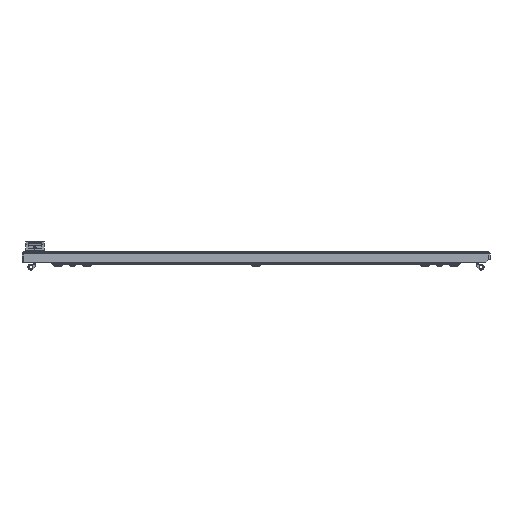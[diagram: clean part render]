
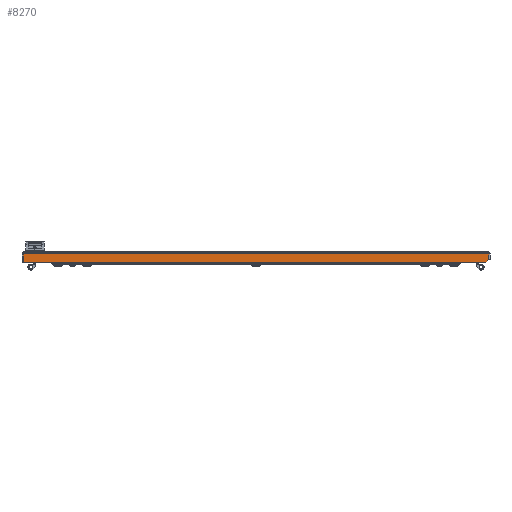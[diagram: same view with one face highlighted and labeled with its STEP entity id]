
A CAD part, front view. The second image highlights one B-rep face of the part: STEP entity #8270.
In plain terms, the highlighted planar face has unit normal (0, -1, 0).
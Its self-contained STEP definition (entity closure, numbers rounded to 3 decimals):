
#471 = DIRECTION ( 'NONE',  ( 1., 0., 0. ) ) ;
#3063 = EDGE_CURVE ( 'NONE', #15097, #41807, #36088, .T. ) ;
#3599 = VECTOR ( 'NONE', #6581, 1000. ) ;
#3843 = DIRECTION ( 'NONE',  ( 0.707, 0., 0.707 ) ) ;
#5055 = EDGE_CURVE ( 'NONE', #41807, #46704, #47347, .T. ) ;
#5816 = ORIENTED_EDGE ( 'NONE', *, *, #31028, .F. ) ;
#6581 = DIRECTION ( 'NONE',  ( 0., 0., -1. ) ) ;
#7220 = ORIENTED_EDGE ( 'NONE', *, *, #5055, .T. ) ;
#7467 = CARTESIAN_POINT ( 'NONE',  ( 396.329, -792., -2. ) ) ;
#7770 = DIRECTION ( 'NONE',  ( 1., 0., 0. ) ) ;
#8270 = ADVANCED_FACE ( '�����12', ( #48389 ), #46810, .F. ) ;
#8526 = VECTOR ( 'NONE', #27372, 1000. ) ;
#11390 = LINE ( 'NONE', #14781, #3599 ) ;
#13180 = CARTESIAN_POINT ( 'NONE',  ( -396.329, -792., -16. ) ) ;
#13677 = VECTOR ( 'NONE', #3843, 1000. ) ;
#14169 = VERTEX_POINT ( 'NONE', #7467 ) ;
#14781 = CARTESIAN_POINT ( 'NONE',  ( 396.329, -792., 0. ) ) ;
#15097 = VERTEX_POINT ( 'NONE', #13180 ) ;
#15600 = ORIENTED_EDGE ( 'NONE', *, *, #49182, .F. ) ;
#16053 = DIRECTION ( 'NONE',  ( 0., 1., 0. ) ) ;
#16812 = VECTOR ( 'NONE', #7770, 1000. ) ;
#19233 = CARTESIAN_POINT ( 'NONE',  ( 396.329, -792., -11. ) ) ;
#23061 = CARTESIAN_POINT ( 'NONE',  ( 398.4, -792., -2. ) ) ;
#23782 = DIRECTION ( 'NONE',  ( 0., 0., 1. ) ) ;
#26158 = ORIENTED_EDGE ( 'NONE', *, *, #44648, .T. ) ;
#27372 = DIRECTION ( 'NONE',  ( 0., 0., -1. ) ) ;
#27792 = CARTESIAN_POINT ( 'NONE',  ( 396.329, -792., -11. ) ) ;
#28945 = CARTESIAN_POINT ( 'NONE',  ( 391.329, -792., -16. ) ) ;
#31028 = EDGE_CURVE ( 'NONE', #14169, #46704, #11390, .T. ) ;
#31923 = LINE ( 'NONE', #38820, #8526 ) ;
#35670 = CARTESIAN_POINT ( 'NONE',  ( -396.329, -792., -2. ) ) ;
#36088 = LINE ( 'NONE', #46781, #38536 ) ;
#38536 = VECTOR ( 'NONE', #471, 1000. ) ;
#38820 = CARTESIAN_POINT ( 'NONE',  ( -396.329, -792., 0. ) ) ;
#39082 = CARTESIAN_POINT ( 'NONE',  ( -398.4, -792., 0. ) ) ;
#40193 = EDGE_LOOP ( 'NONE', ( #42226, #7220, #5816, #15600, #26158 ) ) ;
#41807 = VERTEX_POINT ( 'NONE', #28945 ) ;
#42226 = ORIENTED_EDGE ( 'NONE', *, *, #3063, .T. ) ;
#42616 = AXIS2_PLACEMENT_3D ( 'NONE', #39082, #16053, #23782 ) ;
#44648 = EDGE_CURVE ( '������14', #47224, #15097, #31923, .T. ) ;
#46704 = VERTEX_POINT ( 'NONE', #27792 ) ;
#46781 = CARTESIAN_POINT ( 'NONE',  ( -398.4, -792., -16. ) ) ;
#46810 = PLANE ( 'NONE',  #42616 ) ;
#47224 = VERTEX_POINT ( 'NONE', #35670 ) ;
#47347 = LINE ( 'NONE', #19233, #13677 ) ;
#48389 = FACE_OUTER_BOUND ( 'NONE', #40193, .T. ) ;
#49182 = EDGE_CURVE ( 'NONE', #47224, #14169, #49225, .T. ) ;
#49225 = LINE ( 'NONE', #23061, #16812 ) ;
